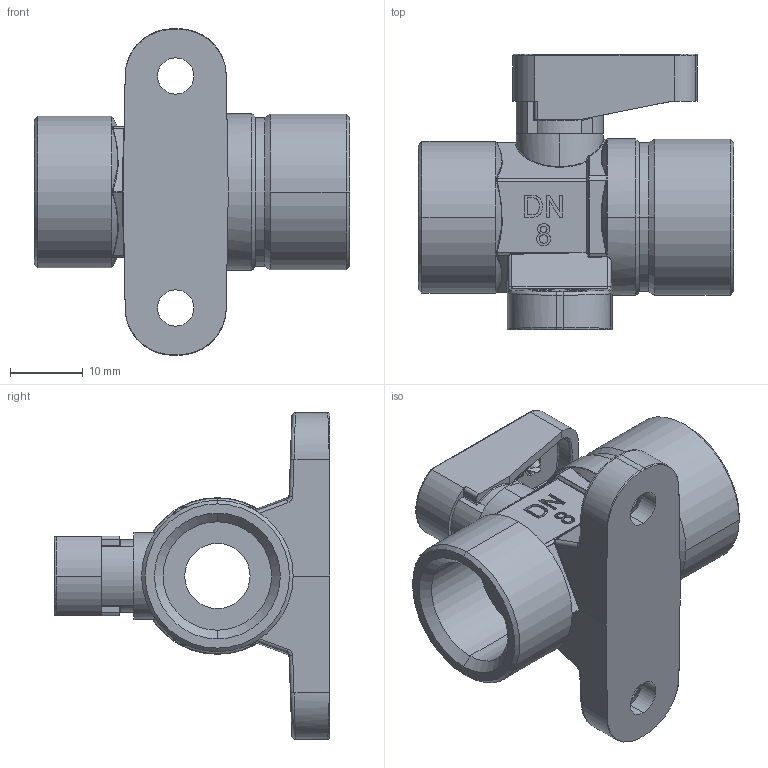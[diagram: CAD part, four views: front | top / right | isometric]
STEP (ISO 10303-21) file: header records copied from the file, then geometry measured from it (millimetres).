
FILE_DESCRIPTION (( 'STEP AP214' ), '1' );
FILE_NAME ('0649000003A.STEP', '2013-03-26T09:19:57', ( '' ), ( '' ), 'SwSTEP 2.0', 'SolidWorks 2012', '' );
FILE_SCHEMA (( 'AUTOMOTIVE_DESIGN' ));
Length unit declared in the file: millimetre
Products named in the file (1): 0649000003A
Bounding box: 43.5 x 38 x 45 mm (x, y, z)
Surface area: 7406.5 mm2 (no closed solid volume)
Topology: 0 solids, 5 shells, 519 faces, 1491 edges, 962 vertices
Faces by surface type: plane 214, cylinder 133, bspline 89, torus 50, cone 31, sphere 2
Entity records: 25505 total; most frequent: CARTESIAN_POINT 7213, ORIENTED_EDGE 2650, DIRECTION 2388, EDGE_CURVE 1491, VERTEX_POINT 962, AXIS2_PLACEMENT_3D 812, LINE 764, VECTOR 764
